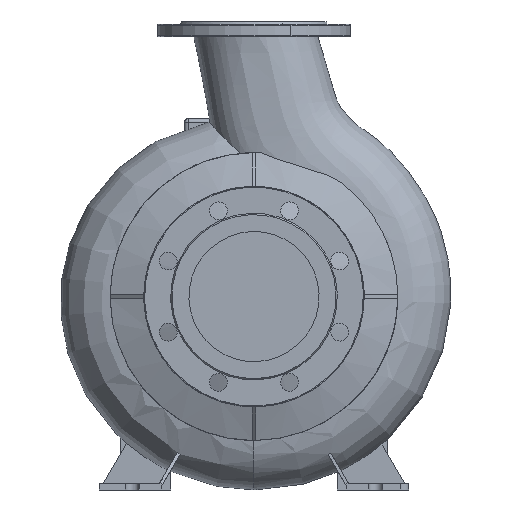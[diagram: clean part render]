
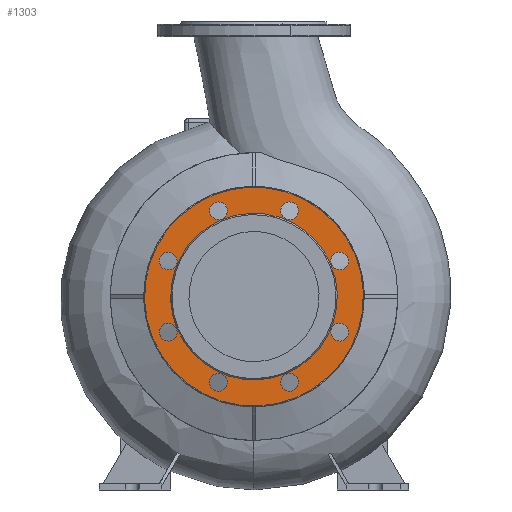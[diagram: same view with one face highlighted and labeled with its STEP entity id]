
A CAD part, left-side view. The second image highlights one B-rep face of the part: STEP entity #1303.
In plain terms, the highlighted free-form (B-spline) face has degree [1, 1] with [2, 2] control points.
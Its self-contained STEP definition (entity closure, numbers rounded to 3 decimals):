
#151=CARTESIAN_POINT('',(-137.,-99.531,291.227));
#152=VERTEX_POINT('',#151);
#161=CARTESIAN_POINT('',(-137.,99.531,208.773));
#162=VERTEX_POINT('',#161);
#163=CARTESIAN_POINT('',(-137.0,0.,250.0));
#164=DIRECTION('',(1.0,0.,0.));
#165=DIRECTION('',(0.,-0.924,0.383));
#166=AXIS2_PLACEMENT_3D('',#163,#164,#165);
#167=CIRCLE('',#166,107.732);
#168=EDGE_CURVE('',#162,#152,#167,.T.);
#216=CARTESIAN_POINT('',(-137.,100.241,208.479));
#217=VERTEX_POINT('',#216);
#233=CARTESIAN_POINT('',(-137.,121.49,199.677));
#234=VERTEX_POINT('',#233);
#241=CARTESIAN_POINT('',(-137.,110.866,204.078));
#242=DIRECTION('',(-1.,0.,0.));
#243=DIRECTION('',(0.,-0.924,0.383));
#244=AXIS2_PLACEMENT_3D('',#241,#242,#243);
#245=CIRCLE('',#244,11.5);
#246=EDGE_CURVE('',#234,#217,#245,.T.);
#279=CARTESIAN_POINT('',(-137.0,35.297,143.535));
#280=VERTEX_POINT('',#279);
#296=CARTESIAN_POINT('',(-137.0,56.547,134.734));
#297=VERTEX_POINT('',#296);
#304=CARTESIAN_POINT('',(-137.0,45.922,139.134));
#305=DIRECTION('',(-1.,0.,0.));
#306=DIRECTION('',(0.,-0.924,0.383));
#307=AXIS2_PLACEMENT_3D('',#304,#305,#306);
#308=CIRCLE('',#307,11.5);
#309=EDGE_CURVE('',#297,#280,#308,.T.);
#342=CARTESIAN_POINT('',(-137.,-56.547,143.535));
#343=VERTEX_POINT('',#342);
#359=CARTESIAN_POINT('',(-137.,-35.297,134.734));
#360=VERTEX_POINT('',#359);
#367=CARTESIAN_POINT('',(-137.,-45.922,139.134));
#368=DIRECTION('',(-1.,0.,0.));
#369=DIRECTION('',(0.,-0.924,0.383));
#370=AXIS2_PLACEMENT_3D('',#367,#368,#369);
#371=CIRCLE('',#370,11.5);
#372=EDGE_CURVE('',#360,#343,#371,.T.);
#405=CARTESIAN_POINT('',(-137.,-121.49,208.479));
#406=VERTEX_POINT('',#405);
#422=CARTESIAN_POINT('',(-137.,-100.241,199.677));
#423=VERTEX_POINT('',#422);
#430=CARTESIAN_POINT('',(-137.,-110.866,204.078));
#431=DIRECTION('',(-1.,0.,0.));
#432=DIRECTION('',(0.,-0.924,0.383));
#433=AXIS2_PLACEMENT_3D('',#430,#431,#432);
#434=CIRCLE('',#433,11.5);
#435=EDGE_CURVE('',#423,#406,#434,.T.);
#468=CARTESIAN_POINT('',(-137.,-121.49,300.323));
#469=VERTEX_POINT('',#468);
#485=CARTESIAN_POINT('',(-137.,-100.241,291.521));
#486=VERTEX_POINT('',#485);
#493=CARTESIAN_POINT('',(-137.,-110.866,295.922));
#494=DIRECTION('',(-1.,0.,0.));
#495=DIRECTION('',(0.,-0.924,0.383));
#496=AXIS2_PLACEMENT_3D('',#493,#494,#495);
#497=CIRCLE('',#496,11.5);
#498=EDGE_CURVE('',#486,#469,#497,.T.);
#531=CARTESIAN_POINT('',(-137.0,-56.547,365.266));
#532=VERTEX_POINT('',#531);
#548=CARTESIAN_POINT('',(-137.0,-35.297,356.465));
#549=VERTEX_POINT('',#548);
#556=CARTESIAN_POINT('',(-137.0,-45.922,360.866));
#557=DIRECTION('',(-1.,0.,0.));
#558=DIRECTION('',(0.,-0.924,0.383));
#559=AXIS2_PLACEMENT_3D('',#556,#557,#558);
#560=CIRCLE('',#559,11.5);
#561=EDGE_CURVE('',#549,#532,#560,.T.);
#594=CARTESIAN_POINT('',(-137.,100.241,300.323));
#595=VERTEX_POINT('',#594);
#611=CARTESIAN_POINT('',(-137.,121.49,291.521));
#612=VERTEX_POINT('',#611);
#619=CARTESIAN_POINT('',(-137.,110.866,295.922));
#620=DIRECTION('',(-1.,0.,0.));
#621=DIRECTION('',(0.,-0.924,0.383));
#622=AXIS2_PLACEMENT_3D('',#619,#620,#621);
#623=CIRCLE('',#622,11.5);
#624=EDGE_CURVE('',#612,#595,#623,.T.);
#657=CARTESIAN_POINT('',(-137.,35.297,365.266));
#658=VERTEX_POINT('',#657);
#674=CARTESIAN_POINT('',(-137.,56.547,356.465));
#675=VERTEX_POINT('',#674);
#682=CARTESIAN_POINT('',(-137.,45.922,360.866));
#683=DIRECTION('',(-1.,0.,0.));
#684=DIRECTION('',(0.,-0.924,0.383));
#685=AXIS2_PLACEMENT_3D('',#682,#683,#684);
#686=CIRCLE('',#685,11.5);
#687=EDGE_CURVE('',#675,#658,#686,.T.);
#747=CARTESIAN_POINT('',(-137.,130.729,195.85));
#748=VERTEX_POINT('',#747);
#765=CARTESIAN_POINT('',(-137.,-130.729,304.15));
#766=VERTEX_POINT('',#765);
#774=CARTESIAN_POINT('',(-137.0,0.,250.0));
#775=DIRECTION('',(-1.0,0.,0.));
#776=DIRECTION('',(0.,0.924,-0.383));
#777=AXIS2_PLACEMENT_3D('',#774,#775,#776);
#778=CIRCLE('',#777,141.5);
#779=EDGE_CURVE('',#748,#766,#778,.T.);
#1192=CARTESIAN_POINT('',(-137.0,0.,250.0));
#1193=DIRECTION('',(-1.0,0.,0.));
#1194=DIRECTION('',(0.,0.924,-0.383));
#1195=AXIS2_PLACEMENT_3D('',#1192,#1193,#1194);
#1196=CIRCLE('',#1195,141.5);
#1197=EDGE_CURVE('',#766,#748,#1196,.T.);
#1204=CARTESIAN_POINT('',(-137.0,100.056,8.444));
#1205=CARTESIAN_POINT('',(-137.,-241.556,149.944));
#1206=CARTESIAN_POINT('',(-137.,241.556,350.056));
#1207=CARTESIAN_POINT('',(-137.0,-100.056,491.556));
#1208=B_SPLINE_SURFACE_WITH_KNOTS('',1,1,((#1204,#1206),(#1205,#1207)),.UNSPECIFIED.,.F.,.F.,.U.,(2,2),(2,2),(0.0,369.757),(0.0,369.757),.UNSPECIFIED.);
#1209=ORIENTED_EDGE('',*,*,#1197,.T.);
#1210=ORIENTED_EDGE('',*,*,#779,.T.);
#1211=EDGE_LOOP('',(#1209,#1210));
#1212=FACE_OUTER_BOUND('',#1211,.T.);
#1213=CARTESIAN_POINT('',(-137.0,0.,250.0));
#1214=DIRECTION('',(1.0,0.,0.));
#1215=DIRECTION('',(0.,-0.924,0.383));
#1216=AXIS2_PLACEMENT_3D('',#1213,#1214,#1215);
#1217=CIRCLE('',#1216,107.732);
#1218=EDGE_CURVE('',#152,#162,#1217,.T.);
#1219=ORIENTED_EDGE('',*,*,#1218,.T.);
#1220=ORIENTED_EDGE('',*,*,#168,.T.);
#1221=EDGE_LOOP('',(#1219,#1220));
#1222=FACE_BOUND('',#1221,.T.);
#1223=ORIENTED_EDGE('',*,*,#246,.F.);
#1224=CARTESIAN_POINT('',(-137.,110.866,204.078));
#1225=DIRECTION('',(-1.,0.,0.));
#1226=DIRECTION('',(0.,-0.924,0.383));
#1227=AXIS2_PLACEMENT_3D('',#1224,#1225,#1226);
#1228=CIRCLE('',#1227,11.5);
#1229=EDGE_CURVE('',#217,#234,#1228,.T.);
#1230=ORIENTED_EDGE('',*,*,#1229,.F.);
#1231=EDGE_LOOP('',(#1223,#1230));
#1232=FACE_BOUND('',#1231,.T.);
#1233=ORIENTED_EDGE('',*,*,#309,.F.);
#1234=CARTESIAN_POINT('',(-137.0,45.922,139.134));
#1235=DIRECTION('',(-1.,0.,0.));
#1236=DIRECTION('',(0.,-0.924,0.383));
#1237=AXIS2_PLACEMENT_3D('',#1234,#1235,#1236);
#1238=CIRCLE('',#1237,11.5);
#1239=EDGE_CURVE('',#280,#297,#1238,.T.);
#1240=ORIENTED_EDGE('',*,*,#1239,.F.);
#1241=EDGE_LOOP('',(#1233,#1240));
#1242=FACE_BOUND('',#1241,.T.);
#1243=ORIENTED_EDGE('',*,*,#372,.F.);
#1244=CARTESIAN_POINT('',(-137.,-45.922,139.134));
#1245=DIRECTION('',(-1.,0.,0.));
#1246=DIRECTION('',(0.,-0.924,0.383));
#1247=AXIS2_PLACEMENT_3D('',#1244,#1245,#1246);
#1248=CIRCLE('',#1247,11.5);
#1249=EDGE_CURVE('',#343,#360,#1248,.T.);
#1250=ORIENTED_EDGE('',*,*,#1249,.F.);
#1251=EDGE_LOOP('',(#1243,#1250));
#1252=FACE_BOUND('',#1251,.T.);
#1253=ORIENTED_EDGE('',*,*,#435,.F.);
#1254=CARTESIAN_POINT('',(-137.,-110.866,204.078));
#1255=DIRECTION('',(-1.,0.,0.));
#1256=DIRECTION('',(0.,-0.924,0.383));
#1257=AXIS2_PLACEMENT_3D('',#1254,#1255,#1256);
#1258=CIRCLE('',#1257,11.5);
#1259=EDGE_CURVE('',#406,#423,#1258,.T.);
#1260=ORIENTED_EDGE('',*,*,#1259,.F.);
#1261=EDGE_LOOP('',(#1253,#1260));
#1262=FACE_BOUND('',#1261,.T.);
#1263=ORIENTED_EDGE('',*,*,#498,.F.);
#1264=CARTESIAN_POINT('',(-137.,-110.866,295.922));
#1265=DIRECTION('',(-1.,0.,0.));
#1266=DIRECTION('',(0.,-0.924,0.383));
#1267=AXIS2_PLACEMENT_3D('',#1264,#1265,#1266);
#1268=CIRCLE('',#1267,11.5);
#1269=EDGE_CURVE('',#469,#486,#1268,.T.);
#1270=ORIENTED_EDGE('',*,*,#1269,.F.);
#1271=EDGE_LOOP('',(#1263,#1270));
#1272=FACE_BOUND('',#1271,.T.);
#1273=ORIENTED_EDGE('',*,*,#561,.F.);
#1274=CARTESIAN_POINT('',(-137.0,-45.922,360.866));
#1275=DIRECTION('',(-1.,0.,0.));
#1276=DIRECTION('',(0.,-0.924,0.383));
#1277=AXIS2_PLACEMENT_3D('',#1274,#1275,#1276);
#1278=CIRCLE('',#1277,11.5);
#1279=EDGE_CURVE('',#532,#549,#1278,.T.);
#1280=ORIENTED_EDGE('',*,*,#1279,.F.);
#1281=EDGE_LOOP('',(#1273,#1280));
#1282=FACE_BOUND('',#1281,.T.);
#1283=ORIENTED_EDGE('',*,*,#624,.F.);
#1284=CARTESIAN_POINT('',(-137.,110.866,295.922));
#1285=DIRECTION('',(-1.,0.,0.));
#1286=DIRECTION('',(0.,-0.924,0.383));
#1287=AXIS2_PLACEMENT_3D('',#1284,#1285,#1286);
#1288=CIRCLE('',#1287,11.5);
#1289=EDGE_CURVE('',#595,#612,#1288,.T.);
#1290=ORIENTED_EDGE('',*,*,#1289,.F.);
#1291=EDGE_LOOP('',(#1283,#1290));
#1292=FACE_BOUND('',#1291,.T.);
#1293=ORIENTED_EDGE('',*,*,#687,.F.);
#1294=CARTESIAN_POINT('',(-137.,45.922,360.866));
#1295=DIRECTION('',(-1.,0.,0.));
#1296=DIRECTION('',(0.,-0.924,0.383));
#1297=AXIS2_PLACEMENT_3D('',#1294,#1295,#1296);
#1298=CIRCLE('',#1297,11.5);
#1299=EDGE_CURVE('',#658,#675,#1298,.T.);
#1300=ORIENTED_EDGE('',*,*,#1299,.F.);
#1301=EDGE_LOOP('',(#1293,#1300));
#1302=FACE_BOUND('',#1301,.T.);
#1303=ADVANCED_FACE('',(#1212,#1222,#1232,#1242,#1252,#1262,#1272,#1282,#1292,#1302),#1208,.T.);
